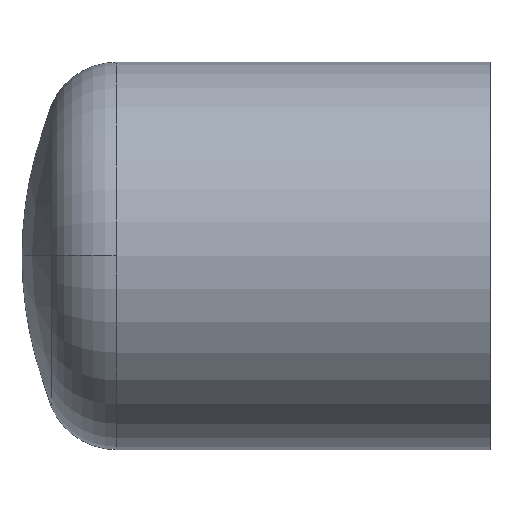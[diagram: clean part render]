
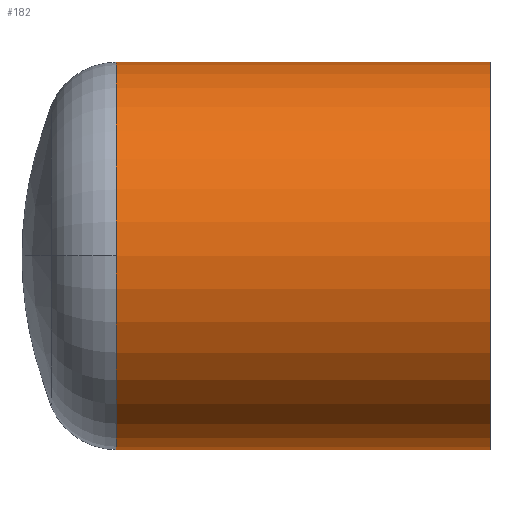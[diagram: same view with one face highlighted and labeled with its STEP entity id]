
A CAD part, top view. The second image highlights one B-rep face of the part: STEP entity #182.
In plain terms, the highlighted cylindrical face has radius 45 mm (diameter 90 mm), a partial arc.
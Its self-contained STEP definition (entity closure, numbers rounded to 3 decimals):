
#90 = EDGE_CURVE( '', #170, #144, #226, .T. );
#108 = EDGE_CURVE( '', #144, #124, #244, .T. );
#122 = EDGE_CURVE( '', #154, #164, #263, .T. );
#124 = VERTEX_POINT( '', #265 );
#128 = EDGE_CURVE( '', #170, #154, #269, .T. );
#144 = VERTEX_POINT( '', #288 );
#154 = VERTEX_POINT( '', #298 );
#164 = VERTEX_POINT( '', #309 );
#170 = VERTEX_POINT( '', #315 );
#182 = ADVANCED_FACE( '', ( #330 ), #331, .T. );
#200 = EDGE_CURVE( '', #164, #124, #350, .T. );
#226 = CIRCLE( '', #368, 45. );
#244 = CIRCLE( '', #390, 45. );
#263 = CIRCLE( '', #412, 45. );
#265 = CARTESIAN_POINT( '', ( -86.816, 45., 0. ) );
#269 = LINE( '', #419, #420 );
#288 = CARTESIAN_POINT( '', ( -86.816, 0., 45. ) );
#298 = CARTESIAN_POINT( '', ( 0., -45., 0. ) );
#309 = CARTESIAN_POINT( '', ( 0., 45., 0. ) );
#315 = CARTESIAN_POINT( '', ( -86.816, -45., 0. ) );
#330 = FACE_OUTER_BOUND( '', #495, .T. );
#331 = CYLINDRICAL_SURFACE( '', #496, 45. );
#350 = LINE( '', #520, #521 );
#368 = AXIS2_PLACEMENT_3D( '', #528, #529, #530 );
#390 = AXIS2_PLACEMENT_3D( '', #544, #545, #546 );
#412 = AXIS2_PLACEMENT_3D( '', #587, #588, #589 );
#419 = CARTESIAN_POINT( '', ( -43.408, -45., 0. ) );
#420 = VECTOR( '', #590, 1. );
#495 = EDGE_LOOP( '', ( #680, #681, #682, #683, #684 ) );
#496 = AXIS2_PLACEMENT_3D( '', #685, #686, #687 );
#520 = CARTESIAN_POINT( '', ( -43.408, 45., 0. ) );
#521 = VECTOR( '', #709, 1. );
#528 = CARTESIAN_POINT( '', ( -86.816, 0., 0. ) );
#529 = DIRECTION( '', ( -1., 0., 0. ) );
#530 = DIRECTION( '', ( 0., 1., 0. ) );
#544 = CARTESIAN_POINT( '', ( -86.816, 0., 0. ) );
#545 = DIRECTION( '', ( -1., 0., 0. ) );
#546 = DIRECTION( '', ( 0., 1., 0. ) );
#587 = CARTESIAN_POINT( '', ( 0., 0., 0. ) );
#588 = DIRECTION( '', ( -1., 0., 0. ) );
#589 = DIRECTION( '', ( 0., 1., 0. ) );
#590 = DIRECTION( '', ( 1., 0., 0. ) );
#680 = ORIENTED_EDGE( '', *, *, #200, .T. );
#681 = ORIENTED_EDGE( '', *, *, #108, .F. );
#682 = ORIENTED_EDGE( '', *, *, #90, .F. );
#683 = ORIENTED_EDGE( '', *, *, #128, .T. );
#684 = ORIENTED_EDGE( '', *, *, #122, .T. );
#685 = CARTESIAN_POINT( '', ( -43.408, 0., 0. ) );
#686 = DIRECTION( '', ( 1., 0., 0. ) );
#687 = DIRECTION( '', ( 0., 1., 0. ) );
#709 = DIRECTION( '', ( -1., 0., 0. ) );
